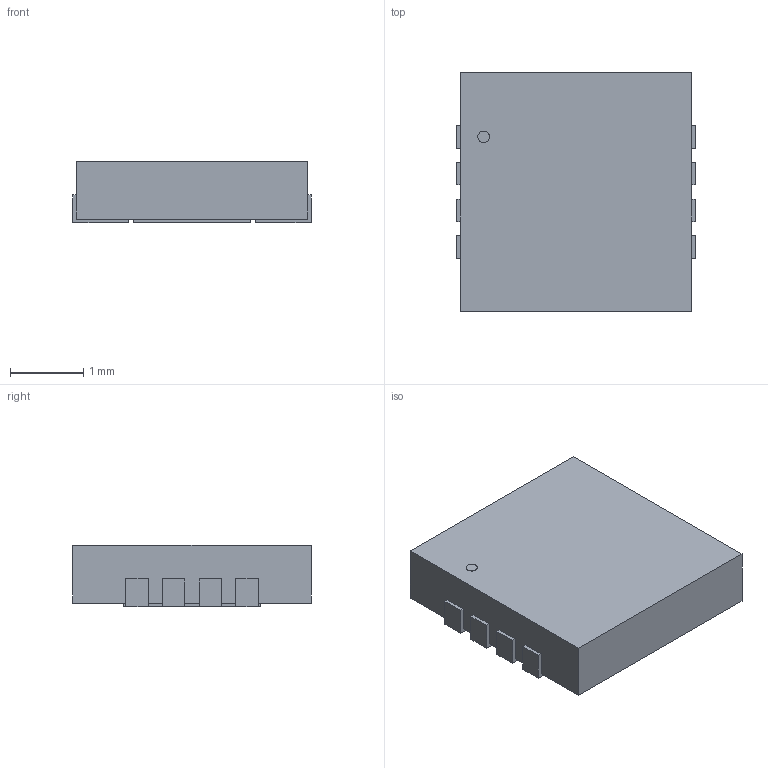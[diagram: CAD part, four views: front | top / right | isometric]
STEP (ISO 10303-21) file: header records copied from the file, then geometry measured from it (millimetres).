
FILE_DESCRIPTION(('STEP AP214'),'1');
FILE_NAME('CP_8_2','2019-11-19T20:38:52',(''),(''),'','','');
FILE_SCHEMA(('AUTOMOTIVE_DESIGN'));
Length unit declared in the file: millimetre
Products named in the file (1): product
Bounding box: 3.25 x 3.25 x 0.84 mm (x, y, z)
Volume: 0 mm3; surface area: 43.4 mm2
Topology: 1 solids, 77 shells, 79 faces, 339 edges, 338 vertices
Faces by surface type: plane 78, cylinder 1
Full cylindrical faces by diameter (mm): 0.157 x1
Entity records: 3820 total; most frequent: CARTESIAN_POINT 757, VERTEX_POINT 674, DIRECTION 502, ORIENTED_EDGE 340, EDGE_CURVE 338, LINE 336, VECTOR 336, AXIS2_PLACEMENT_3D 83
